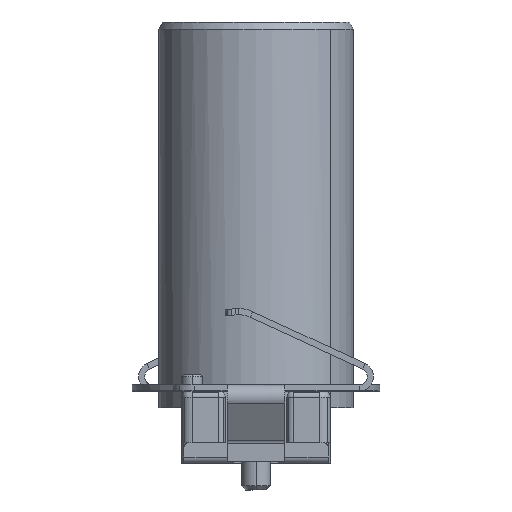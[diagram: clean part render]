
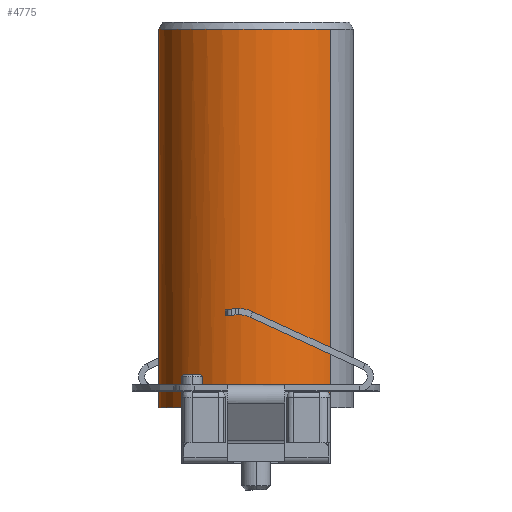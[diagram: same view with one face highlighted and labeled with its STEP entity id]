
A CAD part, left-side view. The second image highlights one B-rep face of the part: STEP entity #4775.
In plain terms, the highlighted cylindrical face has radius 4.725 mm (diameter 9.45 mm), a partial arc.
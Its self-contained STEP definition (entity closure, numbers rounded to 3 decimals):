
#4279=AXIS2_PLACEMENT_3D('Circle Axis2P3D',#4277,#4278,$) ;
#4304=AXIS2_PLACEMENT_3D('Circle Axis2P3D',#4302,#4303,$) ;
#4691=AXIS2_PLACEMENT_3D('Cylinder Axis2P3D',#4688,#4689,#4690) ;
#4702=AXIS2_PLACEMENT_3D('Circle Axis2P3D',#4700,#4701,$) ;
#4733=AXIS2_PLACEMENT_3D('Circle Axis2P3D',#4731,#4732,$) ;
#4740=AXIS2_PLACEMENT_3D('Circle Axis2P3D',#4738,#4739,$) ;
#4274=CARTESIAN_POINT('Vertex',(10.56,9.6,17.254)) ;
#4277=CARTESIAN_POINT('Axis2P3D Location',(7.5,6.,17.254)) ;
#4281=CARTESIAN_POINT('Vertex',(7.5,10.725,17.254)) ;
#4302=CARTESIAN_POINT('Axis2P3D Location',(7.5,6.,17.254)) ;
#4306=CARTESIAN_POINT('Vertex',(4.44,2.4,17.254)) ;
#4591=CARTESIAN_POINT('Line Origine',(4.44,2.4,-0.3)) ;
#4595=CARTESIAN_POINT('Vertex',(4.44,2.4,-0.6)) ;
#4664=CARTESIAN_POINT('Vertex',(10.56,9.6,-0.6)) ;
#4667=CARTESIAN_POINT('Line Origine',(10.56,9.6,-0.3)) ;
#4688=CARTESIAN_POINT('Axis2P3D Location',(7.5,6.,-0.3)) ;
#4693=CARTESIAN_POINT('Line Origine',(10.56,9.6,-0.3)) ;
#4697=CARTESIAN_POINT('Vertex',(10.56,9.6,-1.1)) ;
#4700=CARTESIAN_POINT('Axis2P3D Location',(7.5,6.,-1.1)) ;
#4704=CARTESIAN_POINT('Vertex',(4.44,9.6,-1.1)) ;
#4707=CARTESIAN_POINT('Line Origine',(4.44,9.6,-0.3)) ;
#4711=CARTESIAN_POINT('Vertex',(4.44,9.6,-0.6)) ;
#4715=CARTESIAN_POINT('Control Point',(4.44,9.6,-0.6)) ;
#4716=CARTESIAN_POINT('Control Point',(4.44,9.6,-0.536)) ;
#4717=CARTESIAN_POINT('Control Point',(4.416,9.58,-0.47)) ;
#4718=CARTESIAN_POINT('Control Point',(4.379,9.548,-0.424)) ;
#4719=CARTESIAN_POINT('Control Point',(4.339,9.512,-0.388)) ;
#4720=CARTESIAN_POINT('Vertex',(4.339,9.512,-0.388)) ;
#4724=CARTESIAN_POINT('Control Point',(4.339,9.512,-0.388)) ;
#4725=CARTESIAN_POINT('Control Point',(4.273,9.453,-0.328)) ;
#4726=CARTESIAN_POINT('Control Point',(4.192,9.376,-0.3)) ;
#4727=CARTESIAN_POINT('Control Point',(4.118,9.3,-0.3)) ;
#4728=CARTESIAN_POINT('Vertex',(4.118,9.3,-0.3)) ;
#4731=CARTESIAN_POINT('Axis2P3D Location',(7.5,6.,-0.3)) ;
#4735=CARTESIAN_POINT('Vertex',(2.775,6.,-0.3)) ;
#4738=CARTESIAN_POINT('Axis2P3D Location',(7.5,6.,-0.3)) ;
#4742=CARTESIAN_POINT('Vertex',(4.118,2.7,-0.3)) ;
#4746=CARTESIAN_POINT('Control Point',(4.118,2.7,-0.3)) ;
#4747=CARTESIAN_POINT('Control Point',(4.192,2.624,-0.299)) ;
#4748=CARTESIAN_POINT('Control Point',(4.273,2.548,-0.328)) ;
#4749=CARTESIAN_POINT('Control Point',(4.339,2.488,-0.388)) ;
#4750=CARTESIAN_POINT('Vertex',(4.339,2.488,-0.388)) ;
#4754=CARTESIAN_POINT('Control Point',(4.339,2.488,-0.388)) ;
#4755=CARTESIAN_POINT('Control Point',(4.38,2.452,-0.424)) ;
#4756=CARTESIAN_POINT('Control Point',(4.416,2.42,-0.471)) ;
#4757=CARTESIAN_POINT('Control Point',(4.439,2.4,-0.536)) ;
#4758=CARTESIAN_POINT('Control Point',(4.44,2.4,-0.6)) ;
#4278=DIRECTION('Axis2P3D Direction',(0.,0.,-1.)) ;
#4303=DIRECTION('Axis2P3D Direction',(0.,0.,-1.)) ;
#4592=DIRECTION('Vector Direction',(0.,0.,-1.)) ;
#4668=DIRECTION('Vector Direction',(0.,0.,-1.)) ;
#4689=DIRECTION('Axis2P3D Direction',(0.,0.,-1.)) ;
#4690=DIRECTION('Axis2P3D XDirection',(-0.648,-0.762,0.)) ;
#4694=DIRECTION('Vector Direction',(0.,0.,-1.)) ;
#4701=DIRECTION('Axis2P3D Direction',(0.,0.,-1.)) ;
#4708=DIRECTION('Vector Direction',(0.,0.,-1.)) ;
#4732=DIRECTION('Axis2P3D Direction',(0.,0.,-1.)) ;
#4739=DIRECTION('Axis2P3D Direction',(0.,0.,-1.)) ;
#4593=VECTOR('Line Direction',#4592,1.) ;
#4669=VECTOR('Line Direction',#4668,1.) ;
#4695=VECTOR('Line Direction',#4694,1.) ;
#4709=VECTOR('Line Direction',#4708,1.) ;
#4761=ORIENTED_EDGE('',*,*,#4671,.T.) ;
#4762=ORIENTED_EDGE('',*,*,#4699,.F.) ;
#4763=ORIENTED_EDGE('',*,*,#4706,.T.) ;
#4764=ORIENTED_EDGE('',*,*,#4713,.F.) ;
#4765=ORIENTED_EDGE('',*,*,#4722,.F.) ;
#4766=ORIENTED_EDGE('',*,*,#4730,.F.) ;
#4767=ORIENTED_EDGE('',*,*,#4737,.F.) ;
#4768=ORIENTED_EDGE('',*,*,#4744,.F.) ;
#4769=ORIENTED_EDGE('',*,*,#4752,.F.) ;
#4770=ORIENTED_EDGE('',*,*,#4759,.F.) ;
#4771=ORIENTED_EDGE('',*,*,#4597,.T.) ;
#4772=ORIENTED_EDGE('',*,*,#4308,.T.) ;
#4773=ORIENTED_EDGE('',*,*,#4283,.T.) ;
#4775=ADVANCED_FACE('Hauptk\X2\00F6\X0\rper',(#4774),#4692,.T.) ;
#4714=B_SPLINE_CURVE_WITH_KNOTS('',4,(#4715,#4716,#4717,#4718,#4719),.UNSPECIFIED.,.F.,.U.,(5,5),(0.,0.373),.UNSPECIFIED.) ;
#4723=B_SPLINE_CURVE_WITH_KNOTS('',3,(#4724,#4725,#4726,#4727),.UNSPECIFIED.,.F.,.U.,(4,4),(0.,0.46),.UNSPECIFIED.) ;
#4745=B_SPLINE_CURVE_WITH_KNOTS('',3,(#4746,#4747,#4748,#4749),.UNSPECIFIED.,.F.,.U.,(4,4),(0.,0.458),.UNSPECIFIED.) ;
#4753=B_SPLINE_CURVE_WITH_KNOTS('',4,(#4754,#4755,#4756,#4757,#4758),.UNSPECIFIED.,.F.,.U.,(5,5),(0.,0.373),.UNSPECIFIED.) ;
#4280=CIRCLE('generated circle',#4279,4.725) ;
#4305=CIRCLE('generated circle',#4304,4.725) ;
#4703=CIRCLE('generated circle',#4702,4.725) ;
#4734=CIRCLE('generated circle',#4733,4.725) ;
#4741=CIRCLE('generated circle',#4740,4.725) ;
#4692=CYLINDRICAL_SURFACE('generated cylinder',#4691,4.725) ;
#4283=EDGE_CURVE('',#4282,#4275,#4280,.T.) ;
#4308=EDGE_CURVE('',#4307,#4282,#4305,.T.) ;
#4597=EDGE_CURVE('',#4596,#4307,#4594,.F.) ;
#4671=EDGE_CURVE('',#4275,#4665,#4670,.T.) ;
#4699=EDGE_CURVE('',#4698,#4665,#4696,.F.) ;
#4706=EDGE_CURVE('',#4698,#4705,#4703,.F.) ;
#4713=EDGE_CURVE('',#4712,#4705,#4710,.T.) ;
#4722=EDGE_CURVE('',#4721,#4712,#4714,.F.) ;
#4730=EDGE_CURVE('',#4729,#4721,#4723,.F.) ;
#4737=EDGE_CURVE('',#4736,#4729,#4734,.T.) ;
#4744=EDGE_CURVE('',#4743,#4736,#4741,.T.) ;
#4752=EDGE_CURVE('',#4751,#4743,#4745,.F.) ;
#4759=EDGE_CURVE('',#4596,#4751,#4753,.F.) ;
#4760=EDGE_LOOP('',(#4761,#4762,#4763,#4764,#4765,#4766,#4767,#4768,#4769,#4770,#4771,#4772,#4773)) ;
#4774=FACE_OUTER_BOUND('',#4760,.T.) ;
#4594=LINE('Line',#4591,#4593) ;
#4670=LINE('Line',#4667,#4669) ;
#4696=LINE('Line',#4693,#4695) ;
#4710=LINE('Line',#4707,#4709) ;
#4275=VERTEX_POINT('',#4274) ;
#4282=VERTEX_POINT('',#4281) ;
#4307=VERTEX_POINT('',#4306) ;
#4596=VERTEX_POINT('',#4595) ;
#4665=VERTEX_POINT('',#4664) ;
#4698=VERTEX_POINT('',#4697) ;
#4705=VERTEX_POINT('',#4704) ;
#4712=VERTEX_POINT('',#4711) ;
#4721=VERTEX_POINT('',#4720) ;
#4729=VERTEX_POINT('',#4728) ;
#4736=VERTEX_POINT('',#4735) ;
#4743=VERTEX_POINT('',#4742) ;
#4751=VERTEX_POINT('',#4750) ;
